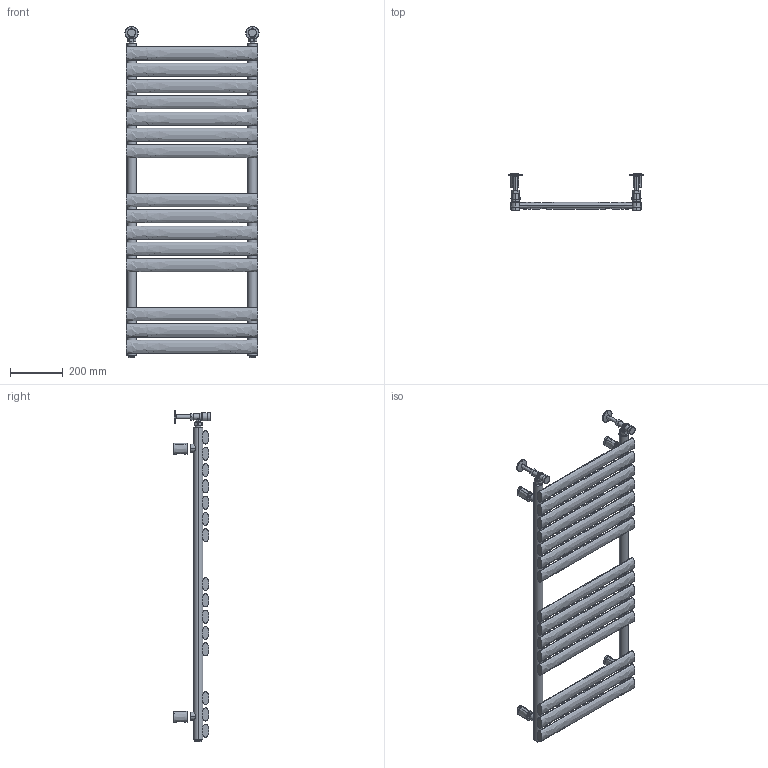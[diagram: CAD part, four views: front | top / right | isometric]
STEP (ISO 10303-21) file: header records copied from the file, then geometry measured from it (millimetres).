
FILE_DESCRIPTION (( 'STEP AP203' ), '1' );
FILE_NAME ('R25018-1190x500埴翋奪.STEP', '2019-04-25T07:17:43', ( 'USER-' ), ( 'MS' ), 'SwSTEP 2.0', 'SolidWorks 2010', '' );
FILE_SCHEMA (( 'CONFIG_CONTROL_DESIGN' ));
Length unit declared in the file: millimetre
Products named in the file (11): R25018-1190x500埴翋奪; R30邳埴盓奪; 褒概; 盓創諉芛; RP0101-02; 翋奪; 變瑞; 佪黑; R27盓創; RP0102-01_Default; M5X16坋趼蹟佪隊_GB_SOCKET_TYPE7 M5X16-C
Assembly tree (32 placements, depth 3):
  R25018-1190x500埴翋奪
    R30邳埴盓奪  x15
    R27盓創  x4
      M5X16坋趼蹟佪隊_GB_SOCKET_TYPE7 M5X16-C
      RP0102-01_Default
      RP0101-02
    盓創諉芛  x4
    翋奪  x2
    佪黑
    褒概  x2
    變瑞
Bounding box: 510 x 143.54 x 1260.5 mm (x, y, z)
Volume: 9969218.3 mm3; surface area: 1342737.5 mm2
Topology: 39 solids, 39 shells, 576 faces, 1388 edges, 912 vertices
Faces by surface type: plane 272, cylinder 200, bspline 46, cone 30, torus 20, sphere 8
Entity records: 8383 total; most frequent: CARTESIAN_POINT 1836, DIRECTION 1038, ORIENTED_EDGE 976, EDGE_CURVE 488, AXIS2_PLACEMENT_3D 394, VERTEX_POINT 320, VECTOR 250, LINE 250
